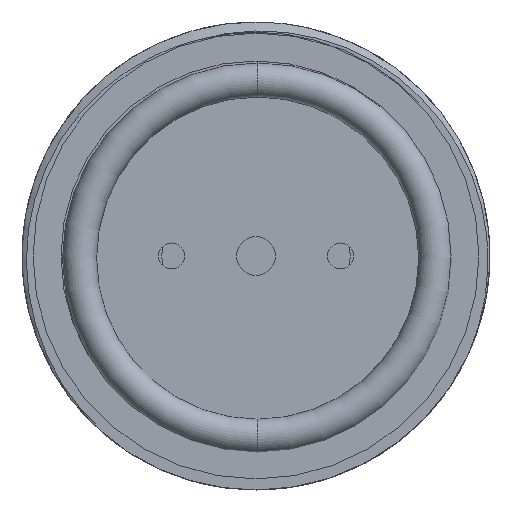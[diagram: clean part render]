
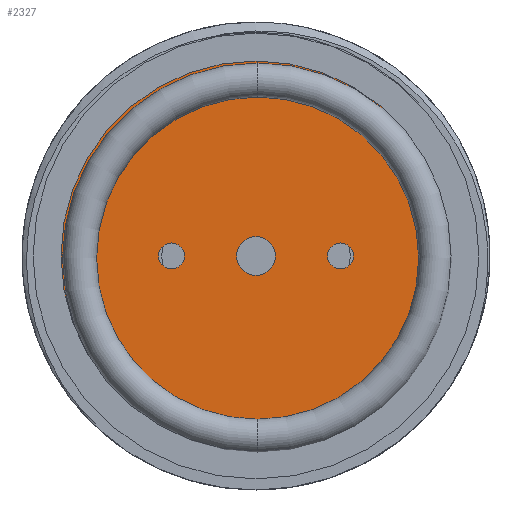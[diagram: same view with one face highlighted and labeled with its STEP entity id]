
A CAD part, front view. The second image highlights one B-rep face of the part: STEP entity #2327.
In plain terms, the highlighted planar face has unit normal (0, -1, 0).
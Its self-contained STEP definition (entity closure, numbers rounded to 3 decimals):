
#62 = FACE_OUTER_BOUND ( 'NONE', #5718, .T. ) ;
#463 = EDGE_CURVE ( 'NONE', #4984, #716, #1600, .T. ) ;
#564 = EDGE_CURVE ( 'NONE', #2756, #3408, #4050, .T. ) ;
#606 = VERTEX_POINT ( 'NONE', #4930 ) ;
#716 = VERTEX_POINT ( 'NONE', #3735 ) ;
#784 = DIRECTION ( 'NONE',  ( 0., 0., -1. ) ) ;
#816 = CARTESIAN_POINT ( 'NONE',  ( -6.5, 2., 0. ) ) ;
#1018 = DIRECTION ( 'NONE',  ( 0., -1., 0. ) ) ;
#1097 = EDGE_CURVE ( 'NONE', #1879, #4373, #6725, .T. ) ;
#1100 = DIRECTION ( 'NONE',  ( 0., -1., 0. ) ) ;
#1111 = AXIS2_PLACEMENT_3D ( 'NONE', #1290, #4952, #1826 ) ;
#1269 = EDGE_LOOP ( 'NONE', ( #4054, #4491 ) ) ;
#1290 = CARTESIAN_POINT ( 'NONE',  ( 0., 2., 0. ) ) ;
#1344 = DIRECTION ( 'NONE',  ( 0., -1., 0. ) ) ;
#1353 = DIRECTION ( 'NONE',  ( 0., -1., 0. ) ) ;
#1437 = EDGE_CURVE ( 'NONE', #5248, #606, #4456, .T. ) ;
#1467 = ORIENTED_EDGE ( 'NONE', *, *, #564, .F. ) ;
#1489 = FACE_BOUND ( 'NONE', #1269, .T. ) ;
#1499 = PLANE ( 'NONE',  #2191 ) ;
#1600 = CIRCLE ( 'NONE', #6070, 1. ) ;
#1748 = AXIS2_PLACEMENT_3D ( 'NONE', #816, #1353, #784 ) ;
#1826 = DIRECTION ( 'NONE',  ( 0., 0., -1. ) ) ;
#1848 = EDGE_CURVE ( 'NONE', #716, #4984, #5905, .T. ) ;
#1879 = VERTEX_POINT ( 'NONE', #3990 ) ;
#1892 = EDGE_LOOP ( 'NONE', ( #1467, #3287 ) ) ;
#1932 = DIRECTION ( 'NONE',  ( 0., -1., 0. ) ) ;
#2037 = CARTESIAN_POINT ( 'NONE',  ( 0., 2., 0. ) ) ;
#2191 = AXIS2_PLACEMENT_3D ( 'NONE', #2037, #5671, #2563 ) ;
#2221 = CARTESIAN_POINT ( 'NONE',  ( 0., 2., 0. ) ) ;
#2238 = CIRCLE ( 'NONE', #3617, 1. ) ;
#2327 = ADVANCED_FACE ( 'NONE', ( #2859, #4246, #1489, #62 ), #1499, .T. ) ;
#2347 = ORIENTED_EDGE ( 'NONE', *, *, #1437, .T. ) ;
#2434 = AXIS2_PLACEMENT_3D ( 'NONE', #5056, #1932, #5568 ) ;
#2563 = DIRECTION ( 'NONE',  ( 0., 0., -1. ) ) ;
#2627 = EDGE_CURVE ( 'NONE', #4373, #1879, #4816, .T. ) ;
#2716 = CARTESIAN_POINT ( 'NONE',  ( 6.5, 2., -1. ) ) ;
#2734 = DIRECTION ( 'NONE',  ( 0., 0., -1. ) ) ;
#2756 = VERTEX_POINT ( 'NONE', #6178 ) ;
#2859 = FACE_BOUND ( 'NONE', #1892, .T. ) ;
#3092 = AXIS2_PLACEMENT_3D ( 'NONE', #2221, #5851, #2734 ) ;
#3130 = ORIENTED_EDGE ( 'NONE', *, *, #5025, .T. ) ;
#3287 = ORIENTED_EDGE ( 'NONE', *, *, #5188, .F. ) ;
#3408 = VERTEX_POINT ( 'NONE', #5503 ) ;
#3458 = AXIS2_PLACEMENT_3D ( 'NONE', #4480, #1344, #5009 ) ;
#3617 = AXIS2_PLACEMENT_3D ( 'NONE', #4247, #1100, #4765 ) ;
#3735 = CARTESIAN_POINT ( 'NONE',  ( 6.5, 2., 1. ) ) ;
#3879 = DIRECTION ( 'NONE',  ( 0., -1., 0. ) ) ;
#3938 = CIRCLE ( 'NONE', #3092, 15. ) ;
#3990 = CARTESIAN_POINT ( 'NONE',  ( 0., 2., 1.5 ) ) ;
#4050 = CIRCLE ( 'NONE', #1748, 1. ) ;
#4054 = ORIENTED_EDGE ( 'NONE', *, *, #2627, .F. ) ;
#4161 = CARTESIAN_POINT ( 'NONE',  ( 0., 2., 0. ) ) ;
#4246 = FACE_BOUND ( 'NONE', #4321, .T. ) ;
#4247 = CARTESIAN_POINT ( 'NONE',  ( -6.5, 2., 0. ) ) ;
#4321 = EDGE_LOOP ( 'NONE', ( #5225, #4808 ) ) ;
#4373 = VERTEX_POINT ( 'NONE', #6005 ) ;
#4456 = CIRCLE ( 'NONE', #5485, 15. ) ;
#4480 = CARTESIAN_POINT ( 'NONE',  ( 0., 2., 0. ) ) ;
#4491 = ORIENTED_EDGE ( 'NONE', *, *, #1097, .F. ) ;
#4684 = DIRECTION ( 'NONE',  ( 0., 0., -1. ) ) ;
#4765 = DIRECTION ( 'NONE',  ( 0., 0., -1. ) ) ;
#4808 = ORIENTED_EDGE ( 'NONE', *, *, #1848, .F. ) ;
#4816 = CIRCLE ( 'NONE', #3458, 1.5 ) ;
#4930 = CARTESIAN_POINT ( 'NONE',  ( 0., 2., 15. ) ) ;
#4952 = DIRECTION ( 'NONE',  ( 0., -1., 0. ) ) ;
#4984 = VERTEX_POINT ( 'NONE', #2716 ) ;
#5009 = DIRECTION ( 'NONE',  ( 0., 0., -1. ) ) ;
#5025 = EDGE_CURVE ( 'NONE', #606, #5248, #3938, .T. ) ;
#5056 = CARTESIAN_POINT ( 'NONE',  ( 6.5, 2., 0. ) ) ;
#5188 = EDGE_CURVE ( 'NONE', #3408, #2756, #2238, .T. ) ;
#5225 = ORIENTED_EDGE ( 'NONE', *, *, #463, .F. ) ;
#5248 = VERTEX_POINT ( 'NONE', #5287 ) ;
#5287 = CARTESIAN_POINT ( 'NONE',  ( 0., 2., -15. ) ) ;
#5485 = AXIS2_PLACEMENT_3D ( 'NONE', #4161, #1018, #4684 ) ;
#5503 = CARTESIAN_POINT ( 'NONE',  ( -6.5, 2., 1. ) ) ;
#5568 = DIRECTION ( 'NONE',  ( 0., 0., -1. ) ) ;
#5671 = DIRECTION ( 'NONE',  ( 0., -1., 0. ) ) ;
#5718 = EDGE_LOOP ( 'NONE', ( #2347, #3130 ) ) ;
#5851 = DIRECTION ( 'NONE',  ( 0., -1., 0. ) ) ;
#5905 = CIRCLE ( 'NONE', #2434, 1. ) ;
#6005 = CARTESIAN_POINT ( 'NONE',  ( 0., 2., -1.5 ) ) ;
#6070 = AXIS2_PLACEMENT_3D ( 'NONE', #6733, #3879, #6512 ) ;
#6178 = CARTESIAN_POINT ( 'NONE',  ( -6.5, 2., -1. ) ) ;
#6512 = DIRECTION ( 'NONE',  ( 0., 0., -1. ) ) ;
#6725 = CIRCLE ( 'NONE', #1111, 1.5 ) ;
#6733 = CARTESIAN_POINT ( 'NONE',  ( 6.5, 2., 0. ) ) ;
